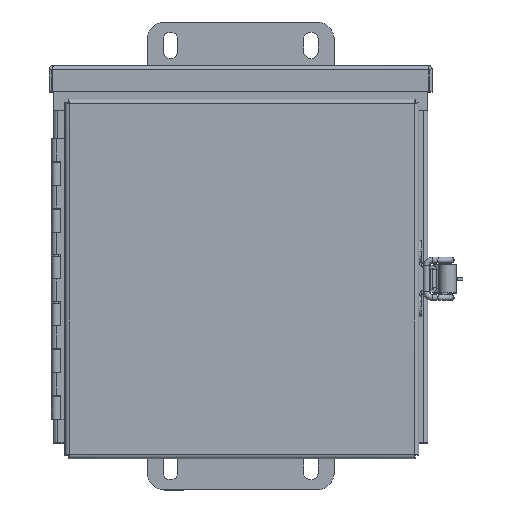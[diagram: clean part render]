
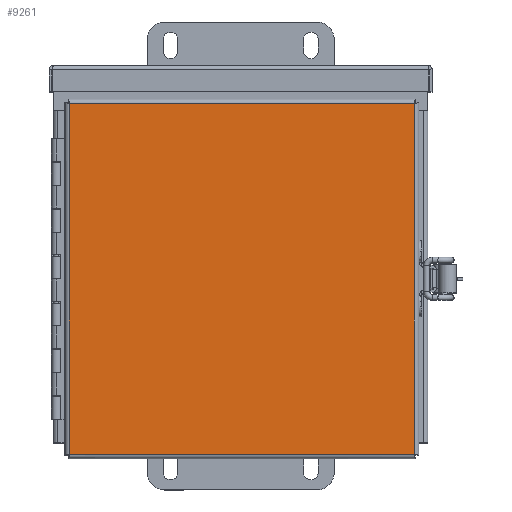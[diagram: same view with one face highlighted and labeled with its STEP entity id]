
A CAD part, top view. The second image highlights one B-rep face of the part: STEP entity #9261.
In plain terms, the highlighted face is planar.
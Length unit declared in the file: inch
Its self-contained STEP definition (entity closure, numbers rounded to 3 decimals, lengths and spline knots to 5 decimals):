
#539=PLANE($,#9881);
#971=FACE_OUTER_BOUND($,#1498,.T.);
#1498=EDGE_LOOP($,(#7276,#7277,#7278,#7279));
#2547=LINE($,#14433,#3473);
#2563=LINE($,#14535,#3489);
#2578=LINE($,#14635,#3504);
#2593=LINE($,#14734,#3519);
#3473=VECTOR($,#11490,7.375);
#3489=VECTOR($,#11520,7.5);
#3504=VECTOR($,#11549,7.375);
#3519=VECTOR($,#11578,7.5);
#4246=VERTEX_POINT($,#14424);
#4247=VERTEX_POINT($,#14432);
#4258=VERTEX_POINT($,#14527);
#4268=VERTEX_POINT($,#14627);
#5267=EDGE_CURVE($,#4247,#4246,#2547,.T.);
#5287=EDGE_CURVE($,#4246,#4258,#2563,.T.);
#5306=EDGE_CURVE($,#4258,#4268,#2578,.T.);
#5325=EDGE_CURVE($,#4268,#4247,#2593,.T.);
#7276=ORIENTED_EDGE($,*,*,#5267,.T.);
#7277=ORIENTED_EDGE($,*,*,#5287,.T.);
#7278=ORIENTED_EDGE($,*,*,#5306,.T.);
#7279=ORIENTED_EDGE($,*,*,#5325,.T.);
#9261=ADVANCED_FACE($,(#971),#539,.F.);
#9881=AXIS2_PLACEMENT_3D($,#14820,#11603,#11604);
#11490=DIRECTION($,(-1.,0.,0.));
#11520=DIRECTION($,(0.,1.,0.));
#11549=DIRECTION($,(1.,0.,0.));
#11578=DIRECTION($,(0.,-1.,0.));
#11603=DIRECTION('center_axis',(0.,0.,1.));
#11604=DIRECTION('ref_axis',(1.,0.,0.));
#14424=CARTESIAN_POINT('',(-3.90625,-3.75,0.));
#14432=CARTESIAN_POINT('',(3.46875,-3.75,0.));
#14433=CARTESIAN_POINT($,(1.625,-3.75,0.));
#14527=CARTESIAN_POINT('',(-3.90625,3.75,0.));
#14535=CARTESIAN_POINT($,(-3.90625,-1.875,0.));
#14627=CARTESIAN_POINT('',(3.46875,3.75,0.));
#14635=CARTESIAN_POINT($,(-2.0625,3.75,0.));
#14734=CARTESIAN_POINT($,(3.46875,1.875,0.));
#14820=CARTESIAN_POINT('Origin',(-0.21875,0.,
0.));
